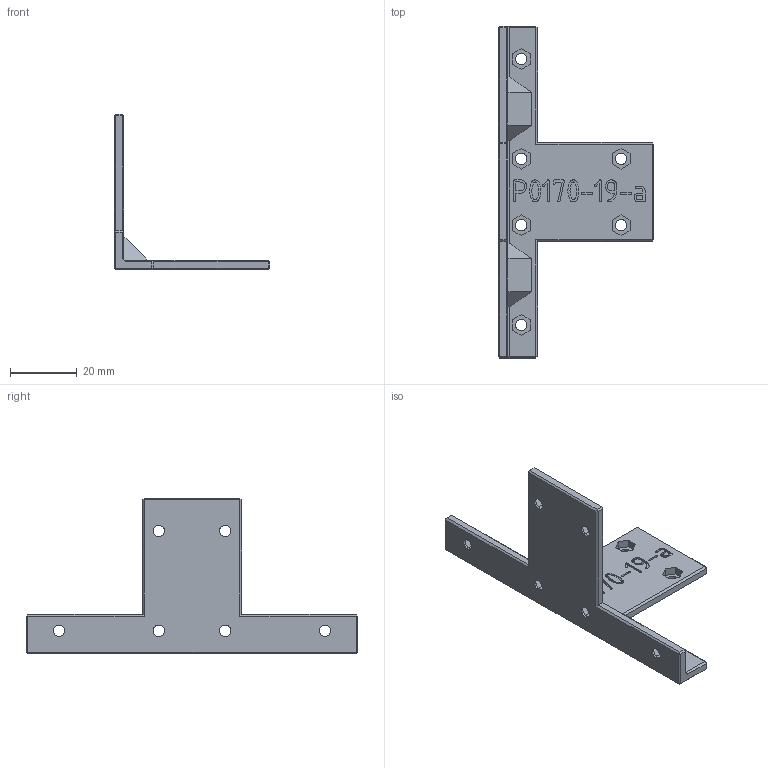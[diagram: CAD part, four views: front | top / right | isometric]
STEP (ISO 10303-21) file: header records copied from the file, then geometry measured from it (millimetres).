
FILE_DESCRIPTION(('FreeCAD Model'),'2;1');
FILE_NAME('Open CASCADE Shape Model','2023-10-07T20:43:02',(''),(''), 'Open CASCADE STEP processor 7.6','FreeCAD','Unknown');
FILE_SCHEMA(('AUTOMOTIVE_DESIGN { 1 0 10303 214 1 1 1 1 }'));
Length unit declared in the file: millimetre
Products named in the file (1): P0170-19-a_Kante_zwei_Laschen
Bounding box: 46.9 x 99.8 x 46.9 mm (x, y, z)
Volume: 12209.7 mm3; surface area: 9609 mm2
Topology: 1 solids, 1 shells, 357 faces, 918 edges, 590 vertices
Faces by surface type: plane 209, extrusion 136, cylinder 12
Full cylindrical faces by diameter (mm): 3.4 x12
Entity records: 22842 total; most frequent: CARTESIAN_POINT 5098, DIRECTION 2808, VECTOR 2298, LINE 2162, ORIENTED_EDGE 1836, PCURVE 1836, DEFINITIONAL_REPRESENTATION 1836, EDGE_CURVE 918
